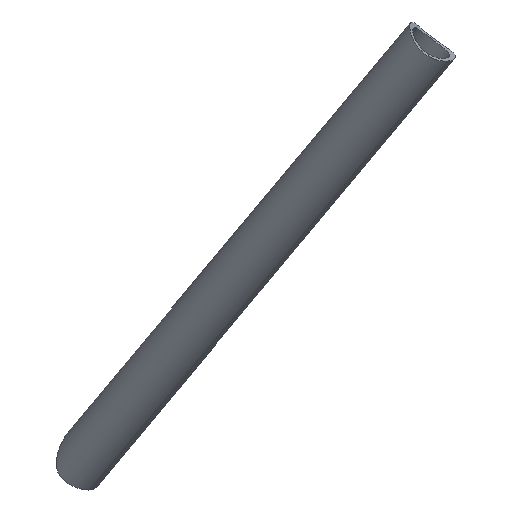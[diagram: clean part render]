
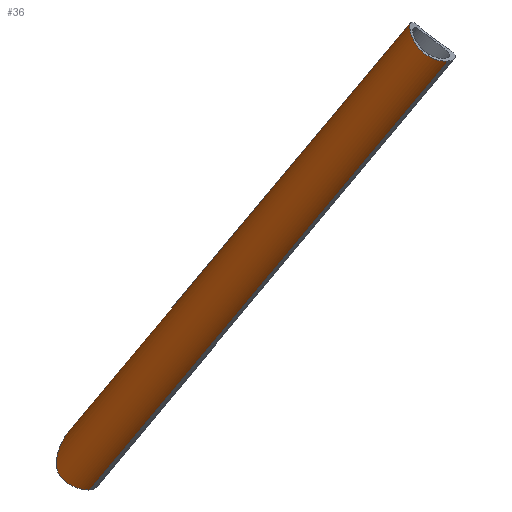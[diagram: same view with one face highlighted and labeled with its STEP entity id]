
A CAD part, top view. The second image highlights one B-rep face of the part: STEP entity #36.
In plain terms, the highlighted cylindrical face has radius 7.5 mm (diameter 15 mm), a partial arc.
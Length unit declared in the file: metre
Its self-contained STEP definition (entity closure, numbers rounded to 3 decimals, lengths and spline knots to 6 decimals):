
#36=ADVANCED_FACE('',(#71),#72,.T.);
#71=FACE_OUTER_BOUND('',#102,.T.);
#72=CYLINDRICAL_SURFACE('',#103,0.0075);
#102=EDGE_LOOP('',(#142,#143,#144,#145));
#103=AXIS2_PLACEMENT_3D('',#146,#147,#148);
#142=ORIENTED_EDGE('',*,*,#203,.F.);
#143=ORIENTED_EDGE('',*,*,#191,.F.);
#144=ORIENTED_EDGE('',*,*,#204,.F.);
#145=ORIENTED_EDGE('',*,*,#205,.T.);
#146=CARTESIAN_POINT('',(-1.698699,0.294714,0.348005));
#147=DIRECTION('',(-0.547,-0.653,-0.524));
#148=DIRECTION('',(-0.524,0.755,-0.394));
#191=EDGE_CURVE('',#220,#222,#223,.F.);
#203=EDGE_CURVE('',#222,#242,#243,.T.);
#204=EDGE_CURVE('',#244,#220,#245,.T.);
#205=EDGE_CURVE('',#244,#242,#246,.F.);
#220=VERTEX_POINT('',#264);
#222=VERTEX_POINT('',#277);
#223=B_SPLINE_CURVE_WITH_KNOTS('',5,(#278,#279,#280,#281,#282,#283,#284,#285,#286,#287,#288,#289,#290,#291,#292,#293,#294,#295,#296,#297,#298,#299,#300,#301,#302,#303,#304,#305,#306,#307,#308,#309),.UNSPECIFIED.,.F.,.F.,(6,3,3,3,3,3,5,3,3,6),(-58.470984,-56.599899,-54.072159,-48.835913,-43.762171,-40.00357,-36.882646,-31.688889,-23.912263,-20.052333),.UNSPECIFIED.);
#242=VERTEX_POINT('',#512);
#243=LINE('',#513,#514);
#244=VERTEX_POINT('',#515);
#245=LINE('',#516,#517);
#246=B_SPLINE_CURVE_WITH_KNOTS('',5,(#518,#519,#520,#521,#522,#523,#524,#525,#526,#527,#528,#529,#530,#531,#532,#533,#534,#535,#536,#537,#538,#539,#540),.UNSPECIFIED.,.F.,.F.,(6,3,3,3,5,3,6),(-51.480442,-51.455619,-47.740955,-42.096136,-34.292388,-24.860693,-17.57625),.UNSPECIFIED.);
#264=CARTESIAN_POINT('',(-1.770229,0.198925,0.278637));
#277=CARTESIAN_POINT('',(-1.772764,0.216611,0.27783));
#278=CARTESIAN_POINT('',(-1.772764,0.216611,0.27783));
#279=CARTESIAN_POINT('',(-1.772967,0.216559,0.278001));
#280=CARTESIAN_POINT('',(-1.773172,0.216488,0.278166));
#281=CARTESIAN_POINT('',(-1.773375,0.216398,0.278322));
#282=CARTESIAN_POINT('',(-1.773847,0.21615,0.278671));
#283=CARTESIAN_POINT('',(-1.774302,0.215825,0.278974));
#284=CARTESIAN_POINT('',(-1.774557,0.215617,0.279134));
#285=CARTESIAN_POINT('',(-1.775312,0.21493,0.279585));
#286=CARTESIAN_POINT('',(-1.775992,0.214112,0.279927));
#287=CARTESIAN_POINT('',(-1.776415,0.213526,0.28012));
#288=CARTESIAN_POINT('',(-1.777185,0.212315,0.280444));
#289=CARTESIAN_POINT('',(-1.777825,0.21102,0.280678));
#290=CARTESIAN_POINT('',(-1.778108,0.210367,0.280778));
#291=CARTESIAN_POINT('',(-1.77854,0.209205,0.280933));
#292=CARTESIAN_POINT('',(-1.778844,0.208009,0.281069));
#293=CARTESIAN_POINT('',(-1.778948,0.207494,0.281126));
#294=CARTESIAN_POINT('',(-1.779079,0.206547,0.281232));
#295=CARTESIAN_POINT('',(-1.77908,0.205601,0.281345));
#296=CARTESIAN_POINT('',(-1.77905,0.205175,0.281398));
#297=CARTESIAN_POINT('',(-1.778985,0.204757,0.281454));
#298=CARTESIAN_POINT('',(-1.778883,0.204351,0.28151));
#299=CARTESIAN_POINT('',(-1.778715,0.203676,0.281603));
#300=CARTESIAN_POINT('',(-1.778442,0.203024,0.281699));
#301=CARTESIAN_POINT('',(-1.77805,0.202419,0.281789));
#302=CARTESIAN_POINT('',(-1.776843,0.201073,0.28193));
#303=CARTESIAN_POINT('',(-1.775242,0.200114,0.281768));
#304=CARTESIAN_POINT('',(-1.774231,0.199667,0.28151));
#305=CARTESIAN_POINT('',(-1.772735,0.199173,0.280859));
#306=CARTESIAN_POINT('',(-1.771395,0.198955,0.279847));
#307=CARTESIAN_POINT('',(-1.770974,0.198914,0.279475));
#308=CARTESIAN_POINT('',(-1.770584,0.198904,0.279069));
#309=CARTESIAN_POINT('',(-1.770229,0.198925,0.278637));
#512=CARTESIAN_POINT('',(-1.684884,0.321572,0.362057));
#513=CARTESIAN_POINT('',(-1.70263,0.300377,0.345049));
#514=VECTOR('',#642,1.0);
#515=CARTESIAN_POINT('',(-1.675911,0.311576,0.369036));
#516=CARTESIAN_POINT('',(-1.694769,0.289052,0.350961));
#517=VECTOR('',#643,1.0);
#518=CARTESIAN_POINT('',(-1.684884,0.321572,0.362057));
#519=CARTESIAN_POINT('',(-1.684886,0.321573,0.36206));
#520=CARTESIAN_POINT('',(-1.684887,0.321573,0.362064));
#521=CARTESIAN_POINT('',(-1.684888,0.321574,0.362067));
#522=CARTESIAN_POINT('',(-1.685081,0.321695,0.362557));
#523=CARTESIAN_POINT('',(-1.685256,0.321783,0.363062));
#524=CARTESIAN_POINT('',(-1.685411,0.321837,0.363575));
#525=CARTESIAN_POINT('',(-1.685759,0.321877,0.364885));
#526=CARTESIAN_POINT('',(-1.685993,0.321651,0.366205));
#527=CARTESIAN_POINT('',(-1.686092,0.321406,0.366986));
#528=CARTESIAN_POINT('',(-1.686206,0.320559,0.368732));
#529=CARTESIAN_POINT('',(-1.685998,0.319224,0.370113));
#530=CARTESIAN_POINT('',(-1.685753,0.31835,0.370748));
#531=CARTESIAN_POINT('',(-1.685382,0.317461,0.371238));
#532=CARTESIAN_POINT('',(-1.684899,0.316603,0.371589));
#533=CARTESIAN_POINT('',(-1.684315,0.315567,0.372013));
#534=CARTESIAN_POINT('',(-1.683539,0.314528,0.372254));
#535=CARTESIAN_POINT('',(-1.682557,0.313578,0.372294));
#536=CARTESIAN_POINT('',(-1.680547,0.31225,0.37198));
#537=CARTESIAN_POINT('',(-1.678393,0.311618,0.371012));
#538=CARTESIAN_POINT('',(-1.677473,0.311486,0.370471));
#539=CARTESIAN_POINT('',(-1.676627,0.311481,0.369807));
#540=CARTESIAN_POINT('',(-1.675911,0.311576,0.369036));
#642=DIRECTION('',(0.547,0.653,0.524));
#643=DIRECTION('',(-0.547,-0.653,-0.524));
